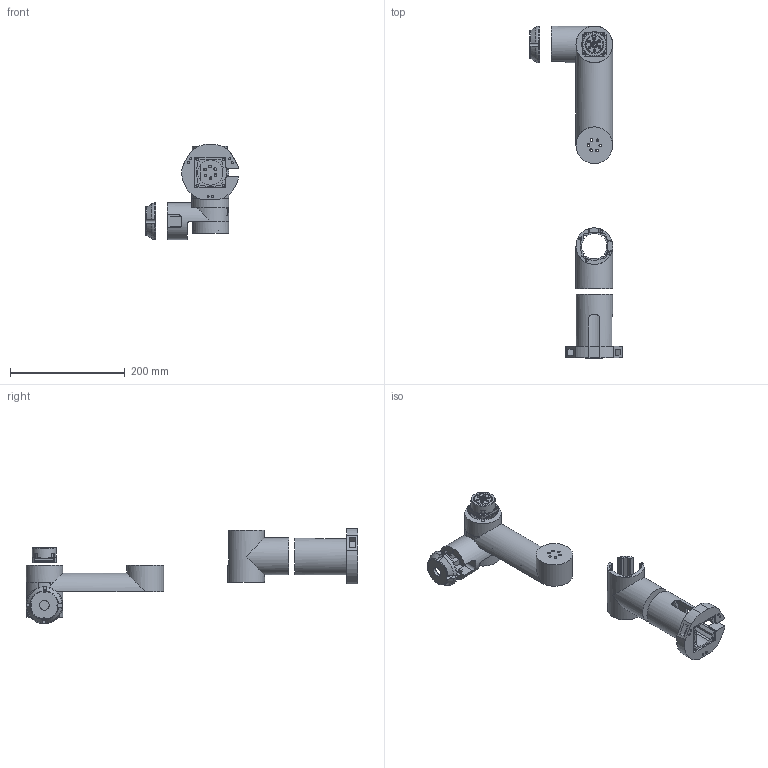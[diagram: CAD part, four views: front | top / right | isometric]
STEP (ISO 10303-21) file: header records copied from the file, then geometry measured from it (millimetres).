
FILE_DESCRIPTION(/* description */ (''),/* implementation_level */ '2;1');
FILE_NAME(/* name */ 'arm-nema17.step',/* time_stamp */ '2025-12-02T21:58:16+01:00',/* author */ (''),/* organization */ (''),/* preprocessor_version */ 'ST-DEVELOPER v20.1',/* originating_system */ 'Autodesk Translation Framework v14.21.0.0',/* authorisation */ '');
FILE_SCHEMA (('AUTOMOTIVE_DESIGN { 1 0 10303 214 3 1 1 }'));
Length unit declared in the file: millimetre
Products named in the file (12): 2025-11-24-17-36-22-392; 2025-11-24-18-01-35-010; Housing; Output; Base - Nema 17; Shaft - Nema 17 23mm; 2025-11-24-18-03-15-726; 2025-11-24-18-37-29-212; 2025-11-24-18-44-22-607; 2025-11-24-19-27-02-846; 2025-11-24-19-38-36-763; 2025-11-25-21-44-39-590
Assembly tree (11 placements, depth 3):
  2025-11-24-17-36-22-392
    2025-11-24-18-01-35-010
      Housing
      Output
      Base - Nema 17
      Shaft - Nema 17 23mm
    2025-11-24-18-03-15-726
    2025-11-24-18-37-29-212
    2025-11-24-18-44-22-607
    2025-11-24-19-27-02-846
    2025-11-24-19-38-36-763
    2025-11-25-21-44-39-590
Bounding box: 162.03 x 579.03 x 165.95 mm (x, y, z)
Volume: 784528.8 mm3; surface area: 264313.5 mm2
Topology: 11 solids, 11 shells, 938 faces, 2468 edges, 1582 vertices
Faces by surface type: plane 427, cylinder 272, cone 168, bspline 46, torus 25
Full cylindrical faces by diameter (mm): 1.5 x7, 3 x8, 3.2 x4, 3.5 x12, 4 x4, 4.15 x6, 4.2 x14, 4.65 x18, 4.836 x6, 7.15 x1, 9 x1, 11 x2, 12.15 x2, 13 x1, 14 x1, 17 x1, 20 x1, 28 x2, 30.1 x1, 32 x1, 34 x1, 36.65 x1, 37 x1, 37.1 x1, 42 x1, 44 x1, 52 x1, 56 x2, 64 x7
Entity records: 40551 total; most frequent: CARTESIAN_POINT 16724, ORIENTED_EDGE 4928, DIRECTION 4915, EDGE_CURVE 2464, AXIS2_PLACEMENT_3D 1818, VERTEX_POINT 1582, LINE 1279, VECTOR 1279
